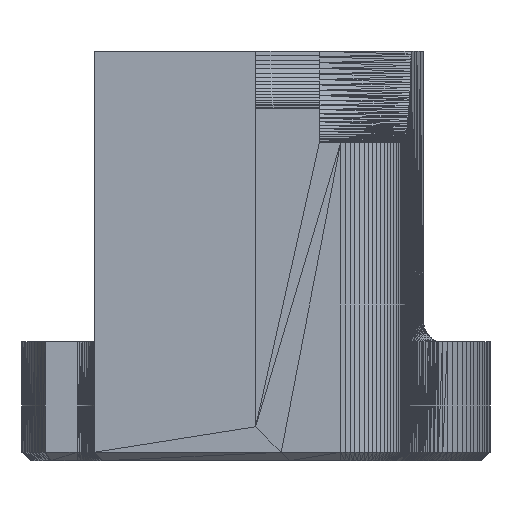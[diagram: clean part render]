
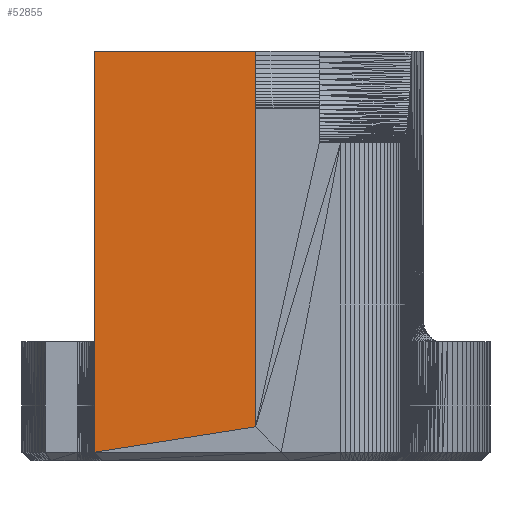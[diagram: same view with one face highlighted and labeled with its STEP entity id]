
A CAD part, front view. The second image highlights one B-rep face of the part: STEP entity #52855.
In plain terms, the highlighted planar face has unit normal (-0.001, -1, 0).
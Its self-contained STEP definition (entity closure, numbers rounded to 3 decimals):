
#2970 = PLANE('',#2971);
#2971 = AXIS2_PLACEMENT_3D('',#2972,#2973,#2974);
#2972 = CARTESIAN_POINT('',(112.86,101.015,
    19.25));
#2973 = DIRECTION('',(0.,0.,1.));
#2974 = DIRECTION('',(0.,1.,0.));
#37611 = VERTEX_POINT('',#37612);
#37612 = CARTESIAN_POINT('',(112.975,98.826,
    19.25));
#37746 = VERTEX_POINT('',#37747);
#37747 = CARTESIAN_POINT('',(112.975,98.826,
    1.6));
#38590 = PLANE('',#38591);
#38591 = AXIS2_PLACEMENT_3D('',#38592,#38593,#38594);
#38592 = CARTESIAN_POINT('',(112.975,98.732,
    10.45));
#38593 = DIRECTION('',(-1.,0.001,
    0.));
#38594 = DIRECTION('',(-0.001,-1.,0.));
#38627 = EDGE_CURVE('',#37746,#37611,#38628,.T.);
#38628 = SURFACE_CURVE('',#38629,(#38633,#38640),.PCURVE_S1.);
#38629 = LINE('',#38630,#38631);
#38630 = CARTESIAN_POINT('',(112.975,98.826,
    1.6));
#38631 = VECTOR('',#38632,1.);
#38632 = DIRECTION('',(0.,0.,1.));
#38633 = PCURVE('',#38590,#38634);
#38634 = DEFINITIONAL_REPRESENTATION('',(#38635),#38639);
#38635 = LINE('',#38636,#38637);
#38636 = CARTESIAN_POINT('',(-0.094,-8.85));
#38637 = VECTOR('',#38638,1.);
#38638 = DIRECTION('',(0.,1.));
#38639 = ( GEOMETRIC_REPRESENTATION_CONTEXT(2) 
PARAMETRIC_REPRESENTATION_CONTEXT() REPRESENTATION_CONTEXT('2D SPACE',''
  ) );
#38640 = PCURVE('',#38641,#38646);
#38641 = PLANE('',#38642);
#38642 = AXIS2_PLACEMENT_3D('',#38643,#38644,#38645);
#38643 = CARTESIAN_POINT('',(109.087,98.829,
    10.101));
#38644 = DIRECTION('',(-0.001,-1.,
    0.));
#38645 = DIRECTION('',(-1.,0.001,
    0.));
#38646 = DEFINITIONAL_REPRESENTATION('',(#38647),#38651);
#38647 = LINE('',#38648,#38649);
#38648 = CARTESIAN_POINT('',(-3.888,8.501));
#38649 = VECTOR('',#38650,1.);
#38650 = DIRECTION('',(0.,-1.));
#38651 = ( GEOMETRIC_REPRESENTATION_CONTEXT(2) 
PARAMETRIC_REPRESENTATION_CONTEXT() REPRESENTATION_CONTEXT('2D SPACE',''
  ) );
#45471 = PLANE('',#45472);
#45472 = AXIS2_PLACEMENT_3D('',#45473,#45474,#45475);
#45473 = CARTESIAN_POINT('',(109.876,98.828,
    0.71));
#45474 = DIRECTION('',(-0.001,-1.,
    0.));
#45475 = DIRECTION('',(-1.,0.001,0.));
#45642 = EDGE_CURVE('',#45643,#37746,#45645,.T.);
#45643 = VERTEX_POINT('',#45644);
#45644 = CARTESIAN_POINT('',(105.375,98.832,
    0.4));
#45645 = SURFACE_CURVE('',#45646,(#45650,#45657),.PCURVE_S1.);
#45646 = LINE('',#45647,#45648);
#45647 = CARTESIAN_POINT('',(105.375,98.832,
    0.4));
#45648 = VECTOR('',#45649,1.);
#45649 = DIRECTION('',(0.988,-0.001,0.156
    ));
#45650 = PCURVE('',#45471,#45651);
#45651 = DEFINITIONAL_REPRESENTATION('',(#45652),#45656);
#45652 = LINE('',#45653,#45654);
#45653 = CARTESIAN_POINT('',(4.501,0.31));
#45654 = VECTOR('',#45655,1.);
#45655 = DIRECTION('',(-0.988,-0.156));
#45656 = ( GEOMETRIC_REPRESENTATION_CONTEXT(2) 
PARAMETRIC_REPRESENTATION_CONTEXT() REPRESENTATION_CONTEXT('2D SPACE',''
  ) );
#45657 = PCURVE('',#38641,#45658);
#45658 = DEFINITIONAL_REPRESENTATION('',(#45659),#45663);
#45659 = LINE('',#45660,#45661);
#45660 = CARTESIAN_POINT('',(3.712,9.701));
#45661 = VECTOR('',#45662,1.);
#45662 = DIRECTION('',(-0.988,-0.156));
#45663 = ( GEOMETRIC_REPRESENTATION_CONTEXT(2) 
PARAMETRIC_REPRESENTATION_CONTEXT() REPRESENTATION_CONTEXT('2D SPACE',''
  ) );
#45910 = PLANE('',#45911);
#45911 = AXIS2_PLACEMENT_3D('',#45912,#45913,#45914);
#45912 = CARTESIAN_POINT('',(105.377,100.962,
    10.558));
#45913 = DIRECTION('',(-1.,0.001,
    0.));
#45914 = DIRECTION('',(-0.001,-1.,
    0.));
#52855 = ADVANCED_FACE('',(#52856),#38641,.T.);
#52856 = FACE_BOUND('',#52857,.T.);
#52857 = EDGE_LOOP('',(#52858,#52859,#52882,#52903));
#52858 = ORIENTED_EDGE('',*,*,#38627,.T.);
#52859 = ORIENTED_EDGE('',*,*,#52860,.T.);
#52860 = EDGE_CURVE('',#37611,#52861,#52863,.T.);
#52861 = VERTEX_POINT('',#52862);
#52862 = CARTESIAN_POINT('',(105.375,98.832,
    19.25));
#52863 = SURFACE_CURVE('',#52864,(#52868,#52875),.PCURVE_S1.);
#52864 = LINE('',#52865,#52866);
#52865 = CARTESIAN_POINT('',(112.975,98.826,
    19.25));
#52866 = VECTOR('',#52867,1.);
#52867 = DIRECTION('',(-1.,0.001,0.));
#52868 = PCURVE('',#38641,#52869);
#52869 = DEFINITIONAL_REPRESENTATION('',(#52870),#52874);
#52870 = LINE('',#52871,#52872);
#52871 = CARTESIAN_POINT('',(-3.888,-9.149));
#52872 = VECTOR('',#52873,1.);
#52873 = DIRECTION('',(1.,0.));
#52874 = ( GEOMETRIC_REPRESENTATION_CONTEXT(2) 
PARAMETRIC_REPRESENTATION_CONTEXT() REPRESENTATION_CONTEXT('2D SPACE',''
  ) );
#52875 = PCURVE('',#2970,#52876);
#52876 = DEFINITIONAL_REPRESENTATION('',(#52877),#52881);
#52877 = LINE('',#52878,#52879);
#52878 = CARTESIAN_POINT('',(-2.189,-0.116));
#52879 = VECTOR('',#52880,1.);
#52880 = DIRECTION('',(0.001,1.));
#52881 = ( GEOMETRIC_REPRESENTATION_CONTEXT(2) 
PARAMETRIC_REPRESENTATION_CONTEXT() REPRESENTATION_CONTEXT('2D SPACE',''
  ) );
#52882 = ORIENTED_EDGE('',*,*,#52883,.T.);
#52883 = EDGE_CURVE('',#52861,#45643,#52884,.T.);
#52884 = SURFACE_CURVE('',#52885,(#52889,#52896),.PCURVE_S1.);
#52885 = LINE('',#52886,#52887);
#52886 = CARTESIAN_POINT('',(105.375,98.832,
    19.25));
#52887 = VECTOR('',#52888,1.);
#52888 = DIRECTION('',(0.,0.,-1.));
#52889 = PCURVE('',#38641,#52890);
#52890 = DEFINITIONAL_REPRESENTATION('',(#52891),#52895);
#52891 = LINE('',#52892,#52893);
#52892 = CARTESIAN_POINT('',(3.712,-9.149));
#52893 = VECTOR('',#52894,1.);
#52894 = DIRECTION('',(0.,1.));
#52895 = ( GEOMETRIC_REPRESENTATION_CONTEXT(2) 
PARAMETRIC_REPRESENTATION_CONTEXT() REPRESENTATION_CONTEXT('2D SPACE',''
  ) );
#52896 = PCURVE('',#45910,#52897);
#52897 = DEFINITIONAL_REPRESENTATION('',(#52898),#52902);
#52898 = LINE('',#52899,#52900);
#52899 = CARTESIAN_POINT('',(2.131,8.692));
#52900 = VECTOR('',#52901,1.);
#52901 = DIRECTION('',(0.,-1.));
#52902 = ( GEOMETRIC_REPRESENTATION_CONTEXT(2) 
PARAMETRIC_REPRESENTATION_CONTEXT() REPRESENTATION_CONTEXT('2D SPACE',''
  ) );
#52903 = ORIENTED_EDGE('',*,*,#45642,.T.);
